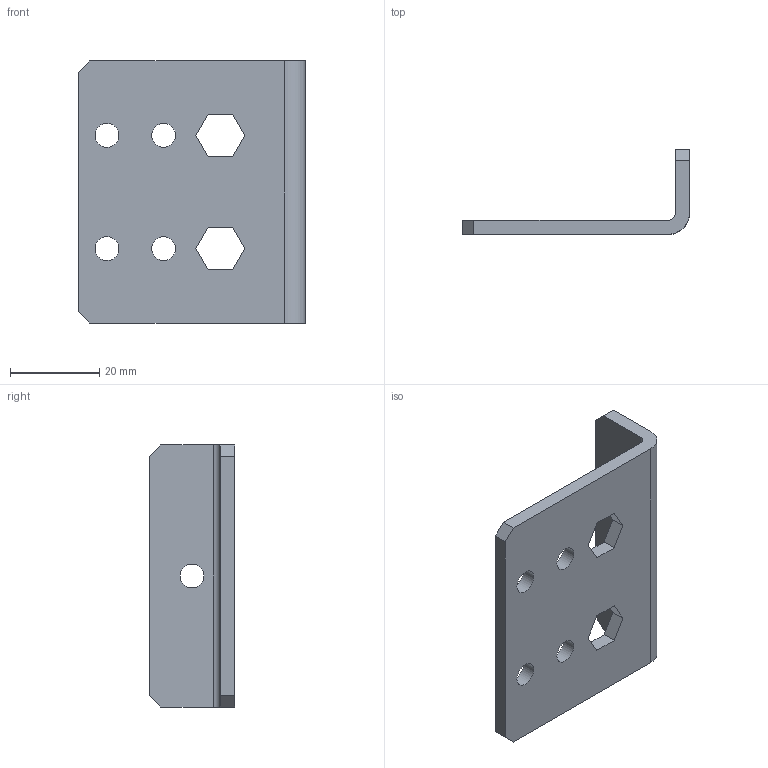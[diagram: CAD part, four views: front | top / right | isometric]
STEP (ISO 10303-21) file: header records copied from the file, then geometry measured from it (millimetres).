
FILE_DESCRIPTION(/* description */ (''),/* implementation_level */ '2;1');
FILE_NAME(/* name */ 'am-3470.stp',/* time_stamp */ '2019-11-26T16:53:12-08:00',/* author */ ('Phillips Lenovo'),/* organization */ ('Autodesk Inc.'),/* preprocessor_version */ 'ST-DEVELOPER v18',/* originating_system */ 'Autodesk Inventor 2020',/* authorisation */ '');
FILE_SCHEMA (('AUTOMOTIVE_DESIGN { 1 0 10303 214 3 1 1 }'));
Length unit declared in the file: inch
Products named in the file (1): am-3470
Bounding box: 50.8 x 19.05 x 58.67 mm (x, y, z)
Volume: 11272.4 mm3; surface area: 8344.7 mm2
Topology: 1 solids, 1 shells, 33 faces, 99 edges, 68 vertices
Faces by surface type: plane 26, cylinder 7
Full cylindrical faces by diameter (mm): 5.334 x5
Entity records: 1196 total; most frequent: CARTESIAN_POINT 201, ORIENTED_EDGE 198, DIRECTION 191, EDGE_CURVE 99, LINE 75, VECTOR 75, VERTEX_POINT 68, AXIS2_PLACEMENT_3D 58
